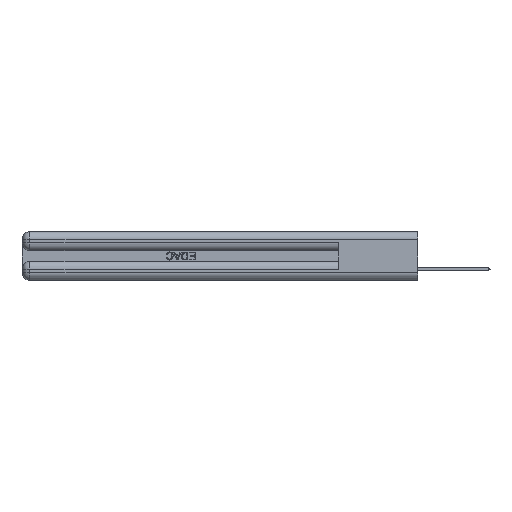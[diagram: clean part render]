
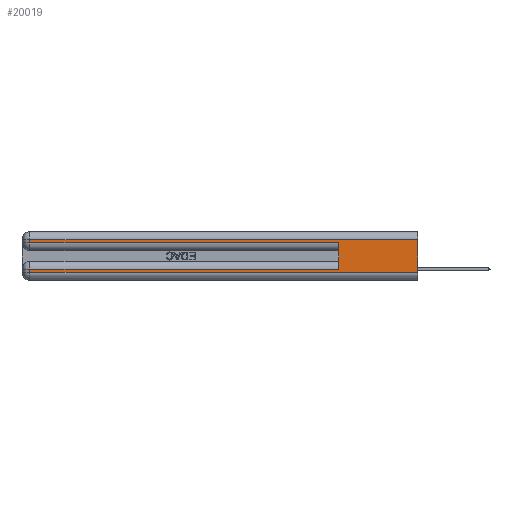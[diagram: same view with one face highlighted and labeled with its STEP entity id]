
A CAD part, left-side view. The second image highlights one B-rep face of the part: STEP entity #20019.
In plain terms, the highlighted planar face has unit normal (-1, 0, 0).
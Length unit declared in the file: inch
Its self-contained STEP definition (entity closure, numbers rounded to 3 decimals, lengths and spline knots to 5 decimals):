
#552 = EDGE_CURVE ( 'NONE', #18000, #16525, #18185, .T. ) ;
#1036 = VERTEX_POINT ( 'NONE', #41061 ) ;
#3184 = EDGE_CURVE ( 'NONE', #19193, #16525, #20426, .T. ) ;
#3369 = DIRECTION ( 'NONE',  ( 0., 0., 1. ) ) ;
#3722 = LINE ( 'NONE', #47193, #6164 ) ;
#3803 = EDGE_CURVE ( 'NONE', #21695, #1036, #3823, .T. ) ;
#3823 = LINE ( 'NONE', #26155, #46362 ) ;
#6155 = VERTEX_POINT ( 'NONE', #32753 ) ;
#6164 = VECTOR ( 'NONE', #8277, 39.37008 ) ;
#7967 = CARTESIAN_POINT ( 'NONE',  ( 0., 0.6, 0.285 ) ) ;
#7985 = VECTOR ( 'NONE', #43209, 39.37008 ) ;
#8235 = DIRECTION ( 'NONE',  ( 0., 1., 0. ) ) ;
#8247 = CARTESIAN_POINT ( 'NONE',  ( 0., 0., 0.31 ) ) ;
#8277 = DIRECTION ( 'NONE',  ( 0., 0., -1. ) ) ;
#8912 = PLANE ( 'NONE',  #13795 ) ;
#9890 = ORIENTED_EDGE ( 'NONE', *, *, #44428, .F. ) ;
#10759 = EDGE_LOOP ( 'NONE', ( #9890, #46534, #40203, #23425, #49656, #24173, #28486, #40196 ) ) ;
#11164 = CARTESIAN_POINT ( 'NONE',  ( 0., 0., 0.06 ) ) ;
#13795 = AXIS2_PLACEMENT_3D ( 'NONE', #40600, #48152, #20887 ) ;
#14125 = LINE ( 'NONE', #15578, #7985 ) ;
#14503 = CARTESIAN_POINT ( 'NONE',  ( 0., 0.6, 0.145 ) ) ;
#14574 = DIRECTION ( 'NONE',  ( 0., -1., 0. ) ) ;
#15578 = CARTESIAN_POINT ( 'NONE',  ( 0., 0., 0.37 ) ) ;
#15741 = VECTOR ( 'NONE', #3369, 39.37008 ) ;
#16525 = VERTEX_POINT ( 'NONE', #7967 ) ;
#16797 = VECTOR ( 'NONE', #41159, 39.37008 ) ;
#18000 = VERTEX_POINT ( 'NONE', #25157 ) ;
#18185 = LINE ( 'NONE', #14503, #15741 ) ;
#19193 = VERTEX_POINT ( 'NONE', #22216 ) ;
#19822 = VERTEX_POINT ( 'NONE', #34910 ) ;
#20019 = ADVANCED_FACE ( 'NONE', ( #28619 ), #8912, .F. ) ;
#20426 = LINE ( 'NONE', #46721, #32186 ) ;
#20887 = DIRECTION ( 'NONE',  ( 0., 0., -1. ) ) ;
#21695 = VERTEX_POINT ( 'NONE', #8247 ) ;
#22136 = CARTESIAN_POINT ( 'NONE',  ( 0., 2.94, 0.37 ) ) ;
#22216 = CARTESIAN_POINT ( 'NONE',  ( 0., 2.94, 0.285 ) ) ;
#23425 = ORIENTED_EDGE ( 'NONE', *, *, #3184, .T. ) ;
#24173 = ORIENTED_EDGE ( 'NONE', *, *, #46715, .T. ) ;
#24975 = LINE ( 'NONE', #47161, #26862 ) ;
#25157 = CARTESIAN_POINT ( 'NONE',  ( 0., 0.6, 0.085 ) ) ;
#26155 = CARTESIAN_POINT ( 'NONE',  ( 0., 0., 0.31 ) ) ;
#26862 = VECTOR ( 'NONE', #8235, 39.37008 ) ;
#27531 = DIRECTION ( 'NONE',  ( 0., -1., 0. ) ) ;
#28486 = ORIENTED_EDGE ( 'NONE', *, *, #48179, .T. ) ;
#28619 = FACE_OUTER_BOUND ( 'NONE', #10759, .T. ) ;
#30750 = LINE ( 'NONE', #11164, #45001 ) ;
#30969 = EDGE_CURVE ( 'NONE', #32369, #19822, #30750, .T. ) ;
#31015 = LINE ( 'NONE', #22136, #16797 ) ;
#32186 = VECTOR ( 'NONE', #27531, 39.37008 ) ;
#32369 = VERTEX_POINT ( 'NONE', #36130 ) ;
#32753 = CARTESIAN_POINT ( 'NONE',  ( 0., 2.94, 0.085 ) ) ;
#34435 = DIRECTION ( 'NONE',  ( 0., 1., 0. ) ) ;
#34910 = CARTESIAN_POINT ( 'NONE',  ( 0., 0., 0.06 ) ) ;
#36130 = CARTESIAN_POINT ( 'NONE',  ( 0., 2.94, 0.06 ) ) ;
#40196 = ORIENTED_EDGE ( 'NONE', *, *, #30969, .T. ) ;
#40203 = ORIENTED_EDGE ( 'NONE', *, *, #51042, .T. ) ;
#40600 = CARTESIAN_POINT ( 'NONE',  ( 0., 0., 0.37 ) ) ;
#41061 = CARTESIAN_POINT ( 'NONE',  ( 0., 2.94, 0.31 ) ) ;
#41159 = DIRECTION ( 'NONE',  ( 0., 0., -1. ) ) ;
#43209 = DIRECTION ( 'NONE',  ( 0., 0., -1. ) ) ;
#44428 = EDGE_CURVE ( 'NONE', #21695, #19822, #14125, .T. ) ;
#45001 = VECTOR ( 'NONE', #14574, 39.37008 ) ;
#46362 = VECTOR ( 'NONE', #34435, 39.37008 ) ;
#46534 = ORIENTED_EDGE ( 'NONE', *, *, #3803, .T. ) ;
#46715 = EDGE_CURVE ( 'NONE', #18000, #6155, #24975, .T. ) ;
#46721 = CARTESIAN_POINT ( 'NONE',  ( 0., 0., 0.285 ) ) ;
#47161 = CARTESIAN_POINT ( 'NONE',  ( 0., 0., 0.085 ) ) ;
#47193 = CARTESIAN_POINT ( 'NONE',  ( 0., 2.94, 0.37 ) ) ;
#48152 = DIRECTION ( 'NONE',  ( 1., 0., 0. ) ) ;
#48179 = EDGE_CURVE ( 'NONE', #6155, #32369, #31015, .T. ) ;
#49656 = ORIENTED_EDGE ( 'NONE', *, *, #552, .F. ) ;
#51042 = EDGE_CURVE ( 'NONE', #1036, #19193, #3722, .T. ) ;
